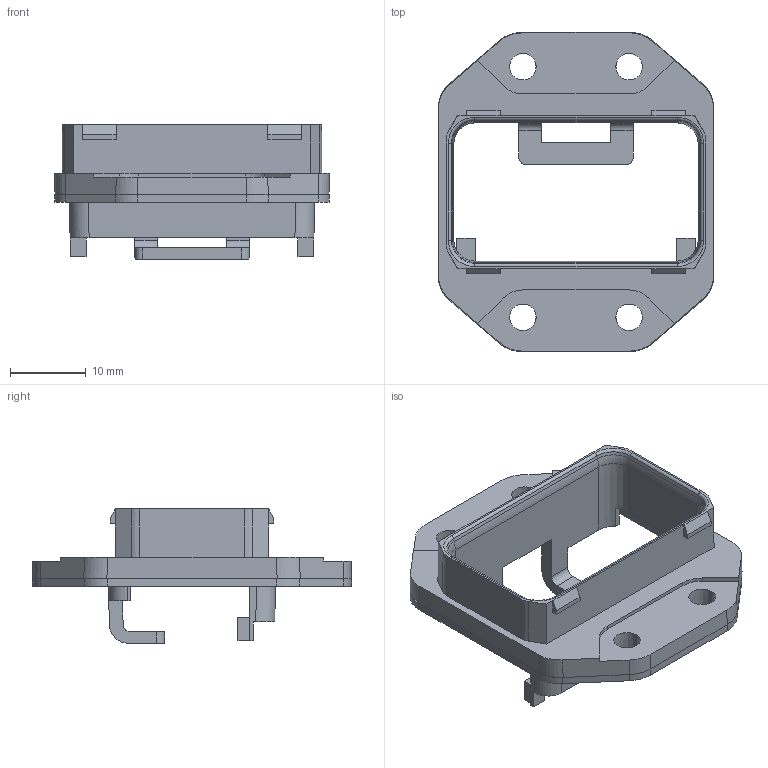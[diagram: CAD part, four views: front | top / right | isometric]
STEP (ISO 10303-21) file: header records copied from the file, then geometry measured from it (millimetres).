
FILE_DESCRIPTION(('CATIA V5R24 STEP','CAx-IF Rec.Pracs.--- Model Styling and Organization---1.2---2011-12-15'),'2;1');
FILE_NAME ('D1462889_0', '2017-07-11T06:31:22+00:00', ('Weidmueller Interface'), ('Weidmueller'), 'CATIA Version 5-6 Release 2014 SP4 HF52', 'CATIA V5 STEP AP214', 'none');
FILE_SCHEMA(('AUTOMOTIVE_DESIGN { 1 0 10303 214 1 1 1 1 }'));
Length unit declared in the file: millimetre
Products named in the file (1): v5-standard_part
Bounding box: 36.2 x 42 x 17.7 mm (x, y, z)
Volume: 3781.5 mm3; surface area: 5933.8 mm2
Topology: 2 solids, 2 shells, 222 faces, 661 edges, 450 vertices
Faces by surface type: plane 136, cylinder 50, cone 28, torus 8
Entity records: 7895 total; most frequent: CARTESIAN_POINT 2189, ORIENTED_EDGE 1322, DIRECTION 924, EDGE_CURVE 661, VERTEX_POINT 450, VECTOR 445, LINE 445, AXIS2_PLACEMENT_3D 301
